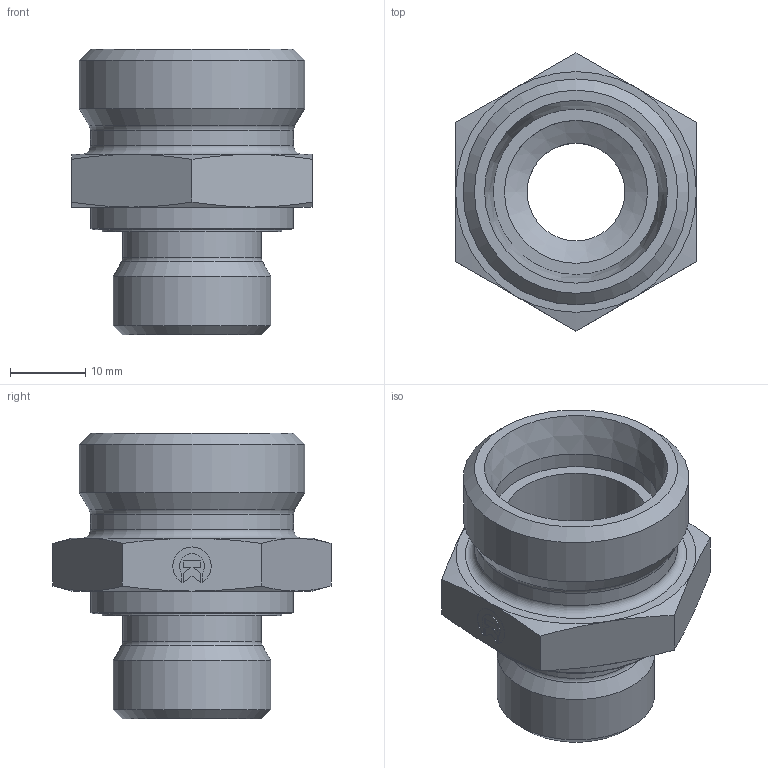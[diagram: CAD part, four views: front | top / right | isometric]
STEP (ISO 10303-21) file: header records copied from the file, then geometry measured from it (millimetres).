
FILE_DESCRIPTION((''),'2;1');
FILE_NAME('114224830Si.stp','2014-08-07T09:24:39',(''),('KNOMI spol. s r. o.'),'Autodesk Inventor 2012','Autodesk Inventor 2012','');
FILE_SCHEMA(('AUTOMOTIVE_DESIGN { 1 2 10303 214 0 1 1 1 }'));
Length unit declared in the file: millimetre
Products named in the file (3): PHER2 22LR1/2 G1/2/M30x2 Silikon; 115 22 4830; 609Si2121
Assembly tree (2 placements, depth 2):
  PHER2 22LR1/2 G1/2/M30x2 Silikon
    115 22 4830
    609Si2121
Bounding box: 32 x 36.95 x 38 mm (x, y, z)
Volume: 12919.2 mm3; surface area: 7207 mm2
Topology: 2 solids, 2 shells, 87 faces, 196 edges, 122 vertices
Faces by surface type: plane 45, cone 22, cylinder 15, torus 5
Full cylindrical faces by diameter (mm): 13 x1, 18.4 x1, 18.5 x1, 19 x1, 20.955 x1, 22 x1, 23.9 x1, 24 x1, 26.9 x1, 27 x1, 30 x1
Entity records: 2405 total; most frequent: CARTESIAN_POINT 424, DIRECTION 380, ORIENTED_EDGE 332, EDGE_CURVE 166, AXIS2_PLACEMENT_3D 146, EDGE_LOOP 126, VERTEX_POINT 118, STYLED_ITEM 89
